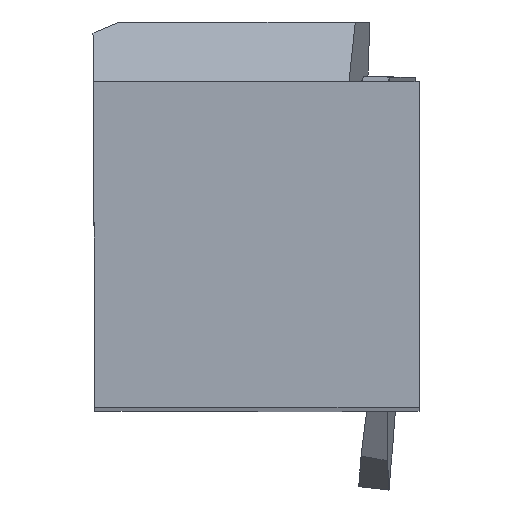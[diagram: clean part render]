
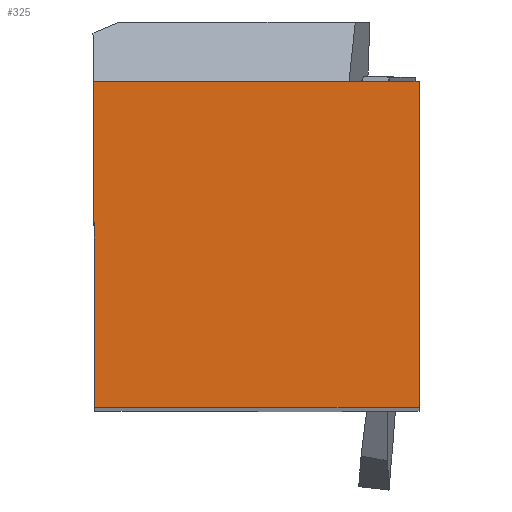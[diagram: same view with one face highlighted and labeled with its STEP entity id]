
A CAD part, top view. The second image highlights one B-rep face of the part: STEP entity #325.
In plain terms, the highlighted planar face has unit normal (0, 0, 1).
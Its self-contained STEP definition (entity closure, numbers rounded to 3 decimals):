
#325=ADVANCED_FACE('BLANK_BOXF006',(#495),#439,.F.);
#439=PLANE('',#2197);
#495=FACE_OUTER_BOUND('',#611,.T.);
#611=EDGE_LOOP('',(#789,#790,#791,#792));
#789=ORIENTED_EDGE('',*,*,#1538,.F.);
#790=ORIENTED_EDGE('',*,*,#1539,.T.);
#791=ORIENTED_EDGE('',*,*,#1516,.F.);
#792=ORIENTED_EDGE('',*,*,#1527,.F.);
#1326=VERTEX_POINT('',#2975);
#1327=VERTEX_POINT('',#2977);
#1334=VERTEX_POINT('',#2996);
#1338=VERTEX_POINT('',#3016);
#1516=EDGE_CURVE('',#1326,#1327,#1811,.T.);
#1527=EDGE_CURVE('',#1334,#1326,#1821,.T.);
#1538=EDGE_CURVE('',#1338,#1334,#1831,.T.);
#1539=EDGE_CURVE('',#1338,#1327,#1832,.T.);
#1811=LINE('',#2976,#1963);
#1821=LINE('',#2997,#1973);
#1831=LINE('',#3017,#1983);
#1832=LINE('',#3019,#1984);
#1963=VECTOR('',#2419,1.);
#1973=VECTOR('',#2435,1.);
#1983=VECTOR('',#2457,1.);
#1984=VECTOR('',#2460,1.);
#2197=AXIS2_PLACEMENT_3D('',#3020,#2461,#2462);
#2419=DIRECTION('',(-0.005,1.,0.));
#2435=DIRECTION('',(-1.,0.,0.));
#2457=DIRECTION('',(0.,-1.,0.));
#2460=DIRECTION('',(-1.,0.,0.));
#2461=DIRECTION('',(0.,0.,-1.));
#2462=DIRECTION('',(-1.,0.,0.));
#2975=CARTESIAN_POINT('',(0.083,0.,0.));
#2976=CARTESIAN_POINT('',(-0.016,18.885,0.));
#2977=CARTESIAN_POINT('',(0.,15.9,0.));
#2996=CARTESIAN_POINT('',(15.9,0.,0.));
#2997=CARTESIAN_POINT('',(32.,0.,0.));
#3016=CARTESIAN_POINT('',(15.9,15.9,0.));
#3017=CARTESIAN_POINT('',(15.9,19.,0.));
#3019=CARTESIAN_POINT('',(32.,15.9,0.));
#3020=CARTESIAN_POINT('',(21.9,19.,0.));
